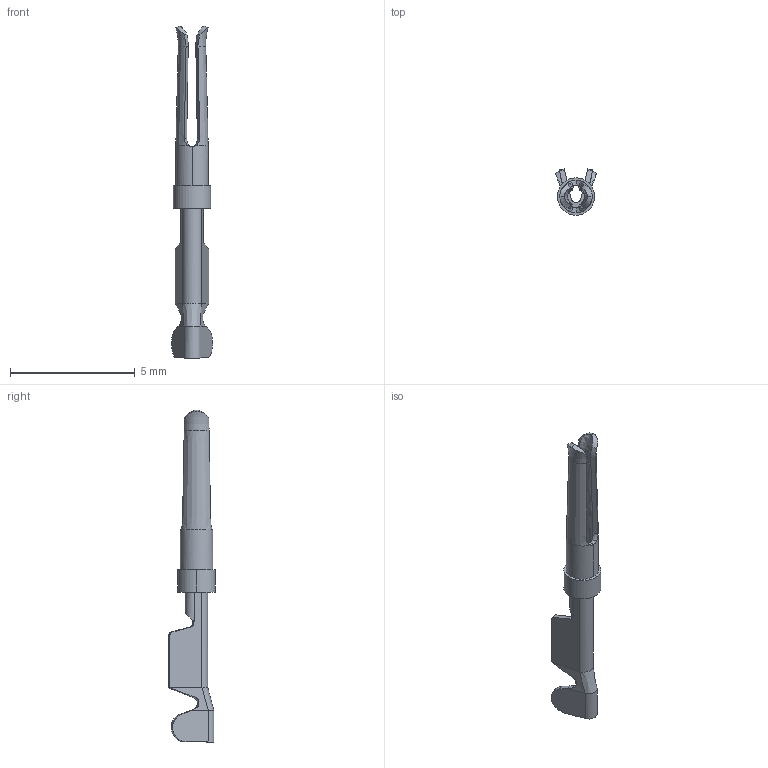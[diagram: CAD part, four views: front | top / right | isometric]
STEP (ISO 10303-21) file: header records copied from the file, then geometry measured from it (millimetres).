
FILE_DESCRIPTION(/* description */ (''),/* implementation_level */ '2;1');
FILE_NAME(/* name */ '100230390ugm000_a.stp',/* time_stamp */ '2014-03-13T08:20:36+01:00',/* author */ (''),/* organization */ (''),/* preprocessor_version */ 'ST-DEVELOPER v15',/* originating_system */ 'SIEMENS PLM Software NX 8.5',/* authorisation */ '');
FILE_SCHEMA (('AUTOMOTIVE_DESIGN { 1 0 10303 214 3 1 1 1 }'));
Length unit declared in the file: millimetre
Products named in the file (1): 100230390ugm000_a
Bounding box: 1.65 x 1.87 x 13.33 mm (x, y, z)
Volume: 7.1 mm3; surface area: 81.2 mm2
Topology: 2 solids, 2 shells, 93 faces, 252 edges, 231 vertices
Faces by surface type: bspline 48, plane 23, revolution 12, cylinder 8, cone 2
Entity records: 4472 total; most frequent: CARTESIAN_POINT 2220, ORIENTED_EDGE 460, DIRECTION 257, EDGE_CURVE 230, VERTEX_POINT 142, LINE 117, VECTOR 117, B_SPLINE_CURVE_WITH_KNOTS 105
